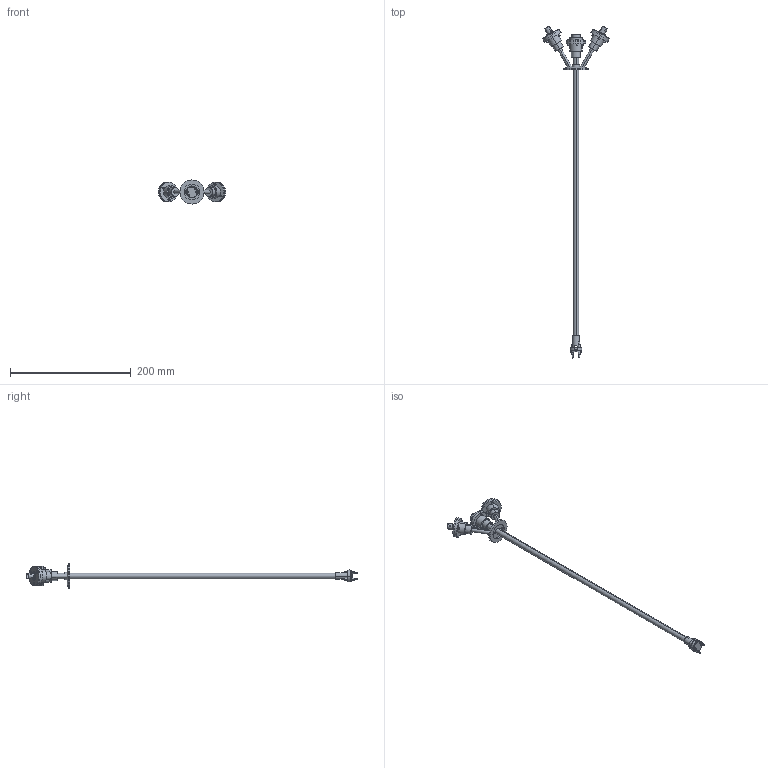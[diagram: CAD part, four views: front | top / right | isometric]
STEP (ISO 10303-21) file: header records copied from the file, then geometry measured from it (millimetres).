
FILE_DESCRIPTION (( 'STEP AP214' ), '1' );
FILE_NAME ('Hires_insert.STEP', '2017-08-19T14:11:20', ( 'Sidh Singh' ), ( '' ), 'SwSTEP 2.0', 'SolidWorks 2012', '' );
FILE_SCHEMA (( 'AUTOMOTIVE_DESIGN' ));
Length unit declared in the file: millimetre
Products named in the file (1): Hires_insert
Bounding box: 111.38 x 550 x 40 mm (x, y, z)
Surface area: 37455.5 mm2 (no closed solid volume)
Topology: 0 solids, 55 shells, 280 faces, 871 edges, 636 vertices
Faces by surface type: cylinder 138, plane 95, torus 25, cone 14, bspline 8
Entity records: 13427 total; most frequent: CARTESIAN_POINT 2311, DIRECTION 1852, ORIENTED_EDGE 1323, EDGE_CURVE 870, AXIS2_PLACEMENT_3D 747, VERTEX_POINT 635, CIRCLE 474, EDGE_LOOP 372
